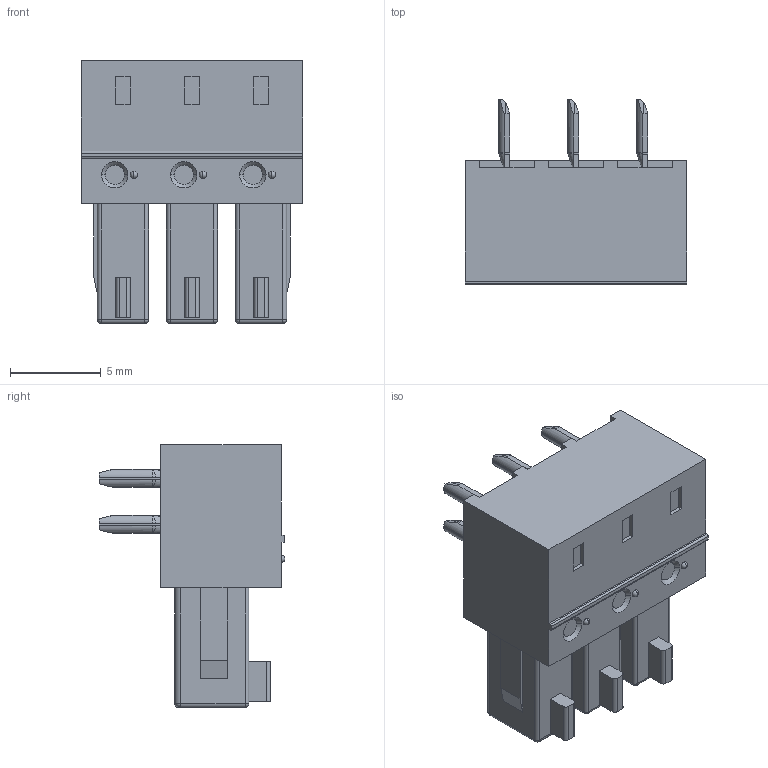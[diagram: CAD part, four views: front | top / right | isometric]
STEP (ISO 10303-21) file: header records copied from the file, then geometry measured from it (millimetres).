
FILE_DESCRIPTION((''),'2;1');
FILE_NAME('02','2016-10-10T',('QZY'),(''),'CREO PARAMETRIC BY PTC INC, 2014440','CREO PARAMETRIC BY PTC INC, 2014440','');
FILE_SCHEMA(('CONFIG_CONTROL_DESIGN'));
Length unit declared in the file: millimetre
Products named in the file (1): 02
Bounding box: 12.22 x 10.25 x 14.5 mm (x, y, z)
Volume: 767.5 mm3; surface area: 1024.9 mm2
Topology: 1 solids, 1 shells, 500 faces, 1152 edges, 675 vertices
Faces by surface type: plane 243, cylinder 128, bspline 42, cone 36, sphere 36, torus 15
Entity records: 16174 total; most frequent: CARTESIAN_POINT 5174, ORIENTED_EDGE 2292, DIRECTION 2144, EDGE_CURVE 1146, AXIS2_PLACEMENT_3D 741, VERTEX_POINT 675, VECTOR 662, LINE 662
